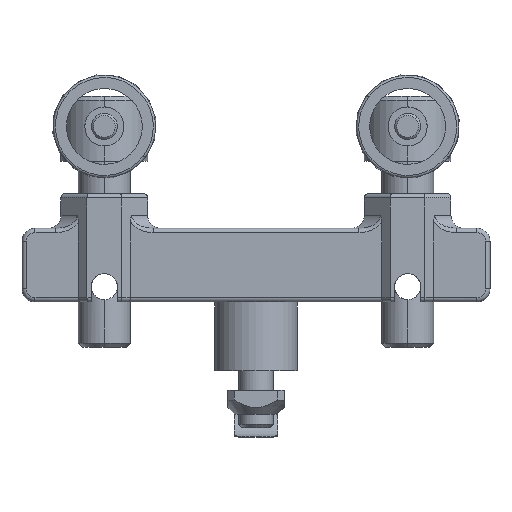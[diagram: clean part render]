
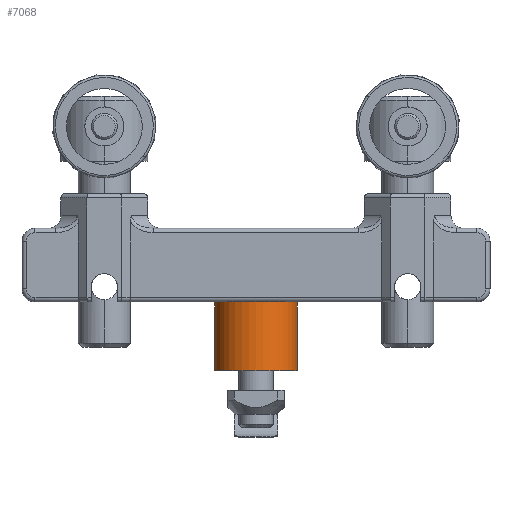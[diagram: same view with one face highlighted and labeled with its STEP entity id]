
A CAD part, front view. The second image highlights one B-rep face of the part: STEP entity #7068.
In plain terms, the highlighted cylindrical face has radius 9.525 mm (diameter 19.05 mm), a full revolution.
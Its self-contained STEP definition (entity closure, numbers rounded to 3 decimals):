
#616=CYLINDRICAL_SURFACE('',#7798,9.525);
#986=FACE_OUTER_BOUND('',#1449,.T.);
#1449=EDGE_LOOP('',(#6197,#6198,#6199,#6200,#6201,#6202));
#2002=LINE('',#14999,#2516);
#2516=VECTOR('',#9650,9.525);
#2843=CIRCLE('',#7799,9.525);
#2844=CIRCLE('',#7800,9.525);
#2845=CIRCLE('',#7801,9.525);
#2846=CIRCLE('',#7802,9.525);
#3440=VERTEX_POINT('',#14994);
#3441=VERTEX_POINT('',#14995);
#3442=VERTEX_POINT('',#14998);
#3443=VERTEX_POINT('',#15000);
#4385=EDGE_CURVE('',#3440,#3441,#2843,.T.);
#4386=EDGE_CURVE('',#3441,#3440,#2844,.T.);
#4387=EDGE_CURVE('',#3441,#3442,#2002,.T.);
#4388=EDGE_CURVE('',#3442,#3443,#2845,.T.);
#4389=EDGE_CURVE('',#3443,#3442,#2846,.T.);
#6197=ORIENTED_EDGE('',*,*,#4385,.F.);
#6198=ORIENTED_EDGE('',*,*,#4386,.F.);
#6199=ORIENTED_EDGE('',*,*,#4387,.T.);
#6200=ORIENTED_EDGE('',*,*,#4388,.T.);
#6201=ORIENTED_EDGE('',*,*,#4389,.T.);
#6202=ORIENTED_EDGE('',*,*,#4387,.F.);
#7068=ADVANCED_FACE('',(#986),#616,.T.);
#7798=AXIS2_PLACEMENT_3D('',#14993,#9644,#9645);
#7799=AXIS2_PLACEMENT_3D('',#14996,#9646,#9647);
#7800=AXIS2_PLACEMENT_3D('',#14997,#9648,#9649);
#7801=AXIS2_PLACEMENT_3D('',#15001,#9651,#9652);
#7802=AXIS2_PLACEMENT_3D('',#15002,#9653,#9654);
#9644=DIRECTION('center_axis',(0.,0.,1.));
#9645=DIRECTION('ref_axis',(1.,0.,0.));
#9646=DIRECTION('center_axis',(0.,0.,-1.));
#9647=DIRECTION('ref_axis',(-1.,0.,0.));
#9648=DIRECTION('center_axis',(0.,0.,-1.));
#9649=DIRECTION('ref_axis',(-1.,0.,0.));
#9650=DIRECTION('',(0.,0.,1.));
#9651=DIRECTION('center_axis',(0.,0.,-1.));
#9652=DIRECTION('ref_axis',(-1.,0.,0.));
#9653=DIRECTION('center_axis',(0.,0.,-1.));
#9654=DIRECTION('ref_axis',(-1.,0.,0.));
#14993=CARTESIAN_POINT('Origin',(0.,0.,12.7));
#14994=CARTESIAN_POINT('',(9.525,0.,-3.175));
#14995=CARTESIAN_POINT('',(-9.525,0.,-3.175));
#14996=CARTESIAN_POINT('Origin',(0.,0.,-3.175));
#14997=CARTESIAN_POINT('Origin',(0.,0.,-3.175));
#14998=CARTESIAN_POINT('',(-9.525,0.,12.7));
#14999=CARTESIAN_POINT('',(-9.525,0.,12.7));
#15000=CARTESIAN_POINT('',(9.525,0.,12.7));
#15001=CARTESIAN_POINT('Origin',(0.,0.,12.7));
#15002=CARTESIAN_POINT('Origin',(0.,0.,12.7));
